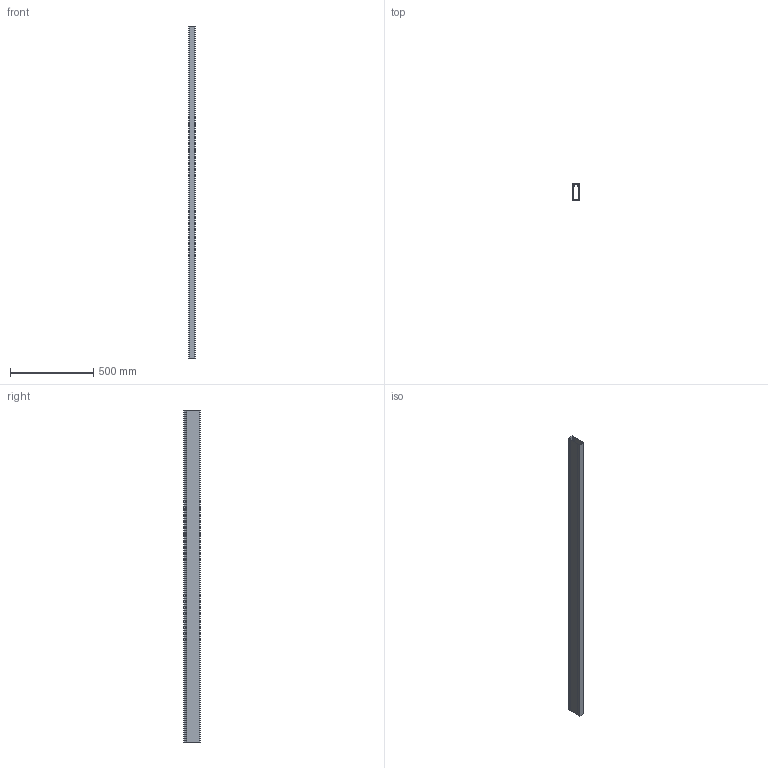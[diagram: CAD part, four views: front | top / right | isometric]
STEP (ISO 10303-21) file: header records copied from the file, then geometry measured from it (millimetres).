
FILE_DESCRIPTION (( 'STEP AP214' ), '1' );
FILE_NAME ('6178435.stp', '2016-08-09T07:58:54', ( '' ), ( '' ), 'SwSTEP 2.0', 'SolidWorks 2014', '' );
FILE_SCHEMA (( 'AUTOMOTIVE_DESIGN' ));
Length unit declared in the file: millimetre
Products named in the file (3): Unterteil_1; Oberteil_1; 6178435
Assembly tree (2 placements, depth 2):
  6178435
    Oberteil_1
    Unterteil_1
Bounding box: 36.75 x 98.7 x 2000 mm (x, y, z)
Volume: 1096074.8 mm3; surface area: 1121230.1 mm2
Topology: 2 solids, 2 shells, 62 faces, 174 edges, 116 vertices
Faces by surface type: plane 40, cylinder 22
Entity records: 2728 total; most frequent: CARTESIAN_POINT 357, DIRECTION 352, ORIENTED_EDGE 348, EDGE_CURVE 174, VECTOR 130, LINE 130, VERTEX_POINT 116, AXIS2_PLACEMENT_3D 111
